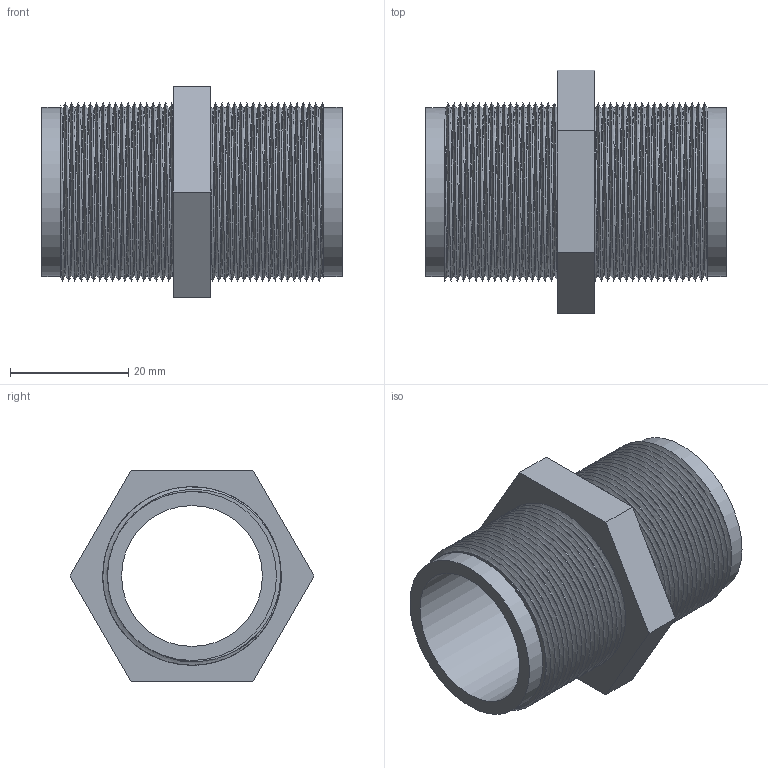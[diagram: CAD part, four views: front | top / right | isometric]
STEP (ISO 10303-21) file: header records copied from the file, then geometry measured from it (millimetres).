
FILE_DESCRIPTION((''),'2;1');
FILE_NAME('banjo nipple.stp','2014-08-19T14:17:52',('mrister'),(''),'Autodesk Inventor 2013','Autodesk Inventor 2013','');
FILE_SCHEMA(('AUTOMOTIVE_DESIGN { 1 0 10303 214 1 1 1 1 }'));
Length unit declared in the file: inch
Products named in the file (1): banjo nipple
Bounding box: 50.8 x 41.24 x 35.72 mm (x, y, z)
Volume: 13934.9 mm3; surface area: 13225.8 mm2
Topology: 1 solids, 1 shells, 55 faces, 149 edges, 98 vertices
Faces by surface type: cylinder 39, plane 12, bspline 4
Full cylindrical faces by diameter (mm): 23.813 x1, 28.575 x37
Entity records: 6678 total; most frequent: CARTESIAN_POINT 6252, ORIENTED_EDGE 80, DIRECTION 66, EDGE_CURVE 40, VERTEX_POINT 28, EDGE_LOOP 26, AXIS2_PLACEMENT_3D 24, FACE_OUTER_BOUND 19
